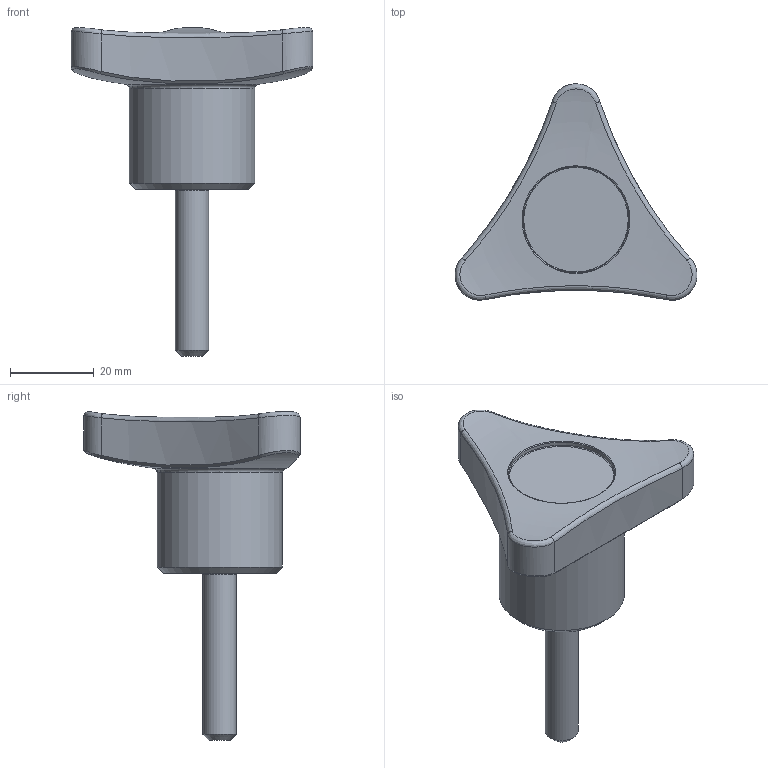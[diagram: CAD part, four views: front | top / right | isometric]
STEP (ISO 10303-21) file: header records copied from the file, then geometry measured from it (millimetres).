
FILE_DESCRIPTION( ( 'Unknown' ), '1' );
FILE_NAME( '6110060_3P65-P.stp', 'Unknown', ( 'Unknown' ), ( 'Unknown' ), 'PSStep 11.0', 'Unknown', ' ' );
FILE_SCHEMA( ( 'AUTOMOTIVE_DESIGN { 1 0 10303 214 1 1 1 1 }' ) );
Length unit declared in the file: millimetre
Products named in the file (1): 6110060_B19
Bounding box: 57.89 x 51.74 x 78.7 mm (x, y, z)
Volume: 38223.3 mm3; surface area: 8449.1 mm2
Topology: 1 solids, 1 shells, 32 faces, 68 edges, 39 vertices
Faces by surface type: bspline 12, cylinder 9, torus 4, plane 3, revolution 2, cone 2
Full cylindrical faces by diameter (mm): 8 x1, 25.4 x1, 30 x1
Entity records: 3575 total; most frequent: CARTESIAN_POINT 2772, ORIENTED_EDGE 108, DIRECTION 82, EDGE_CURVE 54, EDGE_LOOP 44, FACE_OUTER_BOUND 41, AXIS2_PLACEMENT_3D 37, VERTEX_POINT 36
